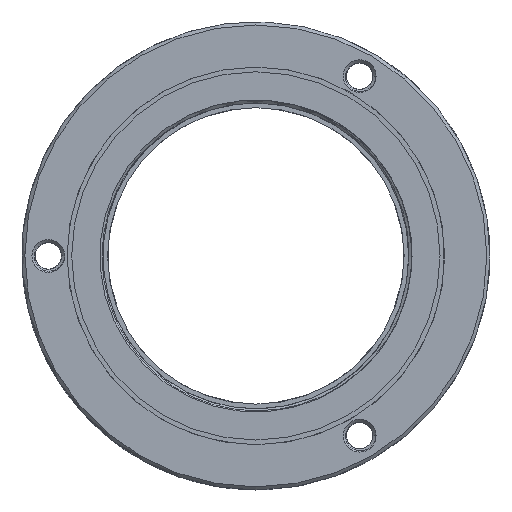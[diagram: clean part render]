
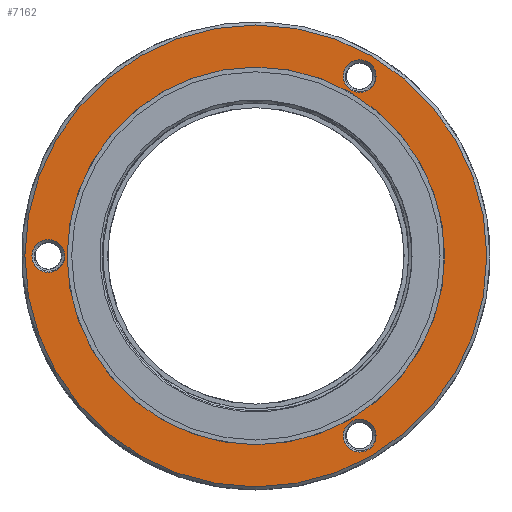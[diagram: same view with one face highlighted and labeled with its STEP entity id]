
A CAD part, left-side view. The second image highlights one B-rep face of the part: STEP entity #7162.
In plain terms, the highlighted planar face has unit normal (-1, 0, 0).
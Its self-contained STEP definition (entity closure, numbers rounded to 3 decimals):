
#143 = DIRECTION ( 'NONE',  ( 1., 0., 0. ) ) ;
#1378 = EDGE_CURVE ( 'NONE', #20898, #20898, #2184, .T. ) ;
#1410 = AXIS2_PLACEMENT_3D ( 'NONE', #15223, #17195, #19287 ) ;
#2184 = CIRCLE ( 'NONE', #11745, 12.1 ) ;
#2195 = DIRECTION ( 'NONE',  ( 0., 0., -1. ) ) ;
#2447 = ORIENTED_EDGE ( 'NONE', *, *, #1378, .F. ) ;
#2860 = AXIS2_PLACEMENT_3D ( 'NONE', #12792, #12915, #17190 ) ;
#3282 = FACE_BOUND ( 'NONE', #9015, .T. ) ;
#3803 = FACE_BOUND ( 'NONE', #19597, .T. ) ;
#4171 = CARTESIAN_POINT ( 'NONE',  ( 8., -6.65, -11.518 ) ) ;
#4344 = ORIENTED_EDGE ( 'NONE', *, *, #16505, .T. ) ;
#4374 = DIRECTION ( 'NONE',  ( 1., 0., 0. ) ) ;
#5195 = EDGE_LOOP ( 'NONE', ( #5598 ) ) ;
#5197 = CARTESIAN_POINT ( 'NONE',  ( 8., 13.3, -1.05 ) ) ;
#5326 = VERTEX_POINT ( 'NONE', #5197 ) ;
#5357 = CIRCLE ( 'NONE', #25225, 1.05 ) ;
#5570 = VERTEX_POINT ( 'NONE', #25156 ) ;
#5598 = ORIENTED_EDGE ( 'NONE', *, *, #25467, .T. ) ;
#6025 = CARTESIAN_POINT ( 'NONE',  ( 8., -6.65, 11.518 ) ) ;
#6228 = DIRECTION ( 'NONE',  ( -1., 0., 0. ) ) ;
#7162 = ADVANCED_FACE ( 'NONE', ( #19664, #3803, #13682, #15355, #3282 ), #9409, .F. ) ;
#8267 = DIRECTION ( 'NONE',  ( 0., 0., -1. ) ) ;
#9015 = EDGE_LOOP ( 'NONE', ( #2447 ) ) ;
#9221 = CARTESIAN_POINT ( 'NONE',  ( 8., -6.65, -12.568 ) ) ;
#9277 = EDGE_CURVE ( 'NONE', #11290, #11290, #10276, .T. ) ;
#9409 = PLANE ( 'NONE',  #1410 ) ;
#10276 = CIRCLE ( 'NONE', #18153, 1.05 ) ;
#10547 = DIRECTION ( 'NONE',  ( 1., 0., 0. ) ) ;
#10768 = ORIENTED_EDGE ( 'NONE', *, *, #9277, .T. ) ;
#11290 = VERTEX_POINT ( 'NONE', #9221 ) ;
#11745 = AXIS2_PLACEMENT_3D ( 'NONE', #22208, #6228, #14655 ) ;
#12792 = CARTESIAN_POINT ( 'NONE',  ( 8., 0., 0. ) ) ;
#12915 = DIRECTION ( 'NONE',  ( -1., 0., 0. ) ) ;
#13001 = ORIENTED_EDGE ( 'NONE', *, *, #24196, .T. ) ;
#13682 = FACE_BOUND ( 'NONE', #24143, .T. ) ;
#14074 = CIRCLE ( 'NONE', #2860, 14.8 ) ;
#14619 = CARTESIAN_POINT ( 'NONE',  ( 8., 13.3, 0. ) ) ;
#14655 = DIRECTION ( 'NONE',  ( 0., 0., 1. ) ) ;
#15166 = VERTEX_POINT ( 'NONE', #17252 ) ;
#15223 = CARTESIAN_POINT ( 'NONE',  ( 8., 15., 0. ) ) ;
#15355 = FACE_BOUND ( 'NONE', #22150, .T. ) ;
#16505 = EDGE_CURVE ( 'NONE', #5326, #5326, #22523, .T. ) ;
#17190 = DIRECTION ( 'NONE',  ( 0., 0., -1. ) ) ;
#17195 = DIRECTION ( 'NONE',  ( 1., 0., 0. ) ) ;
#17252 = CARTESIAN_POINT ( 'NONE',  ( 8., 0., -14.8 ) ) ;
#17546 = AXIS2_PLACEMENT_3D ( 'NONE', #14619, #4374, #8267 ) ;
#18153 = AXIS2_PLACEMENT_3D ( 'NONE', #4171, #10547, #2195 ) ;
#19287 = DIRECTION ( 'NONE',  ( 0., 0., -1. ) ) ;
#19597 = EDGE_LOOP ( 'NONE', ( #10768 ) ) ;
#19664 = FACE_OUTER_BOUND ( 'NONE', #5195, .T. ) ;
#20898 = VERTEX_POINT ( 'NONE', #21293 ) ;
#21293 = CARTESIAN_POINT ( 'NONE',  ( 8., 0., 12.1 ) ) ;
#22150 = EDGE_LOOP ( 'NONE', ( #4344 ) ) ;
#22208 = CARTESIAN_POINT ( 'NONE',  ( 8., 0., 0. ) ) ;
#22523 = CIRCLE ( 'NONE', #17546, 1.05 ) ;
#23680 = DIRECTION ( 'NONE',  ( 0., 0., -1. ) ) ;
#24143 = EDGE_LOOP ( 'NONE', ( #13001 ) ) ;
#24196 = EDGE_CURVE ( 'NONE', #5570, #5570, #5357, .T. ) ;
#25156 = CARTESIAN_POINT ( 'NONE',  ( 8., -6.65, 10.468 ) ) ;
#25225 = AXIS2_PLACEMENT_3D ( 'NONE', #6025, #143, #23680 ) ;
#25467 = EDGE_CURVE ( 'NONE', #15166, #15166, #14074, .T. ) ;
